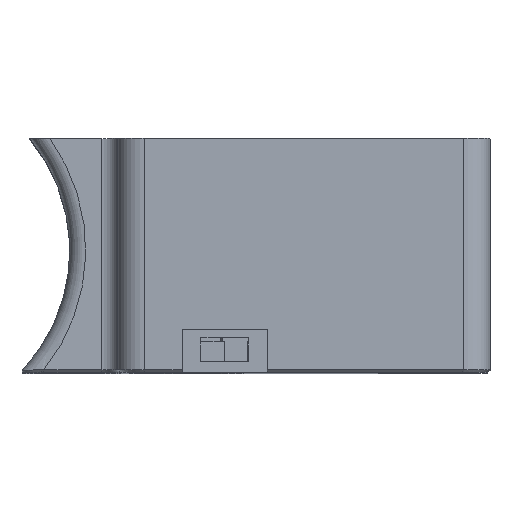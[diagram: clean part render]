
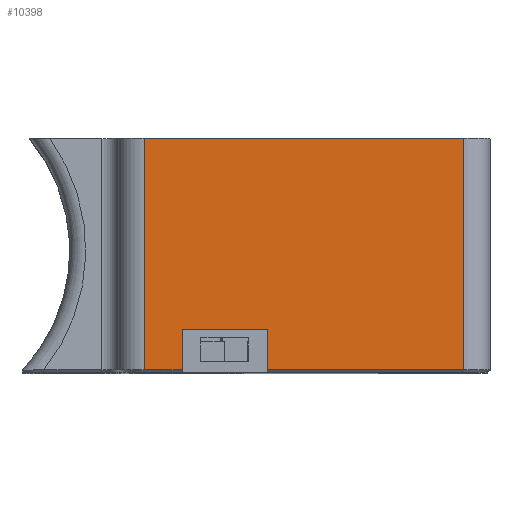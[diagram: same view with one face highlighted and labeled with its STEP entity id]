
A CAD part, top view. The second image highlights one B-rep face of the part: STEP entity #10398.
In plain terms, the highlighted planar face has unit normal (0, 0, 1).
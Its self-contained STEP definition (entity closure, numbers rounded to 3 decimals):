
#533=FACE_OUTER_BOUND('',#1095,.T.);
#1095=EDGE_LOOP('',(#8115,#8116,#8117,#8118,#8119,#8120,#8121,#8122));
#2364=LINE('',#16257,#3611);
#2409=LINE('',#16349,#3656);
#2411=LINE('',#16353,#3658);
#2412=LINE('',#16355,#3659);
#2413=LINE('',#16356,#3660);
#2414=LINE('',#16358,#3661);
#2415=LINE('',#16360,#3662);
#2416=LINE('',#16361,#3663);
#3611=VECTOR('',#13067,10.);
#3656=VECTOR('',#13142,10.);
#3658=VECTOR('',#13146,10.);
#3659=VECTOR('',#13147,10.);
#3660=VECTOR('',#13148,10.);
#3661=VECTOR('',#13149,10.);
#3662=VECTOR('',#13150,10.);
#3663=VECTOR('',#13151,10.);
#4759=VERTEX_POINT('',#16254);
#4760=VERTEX_POINT('',#16256);
#4791=VERTEX_POINT('',#16346);
#4792=VERTEX_POINT('',#16348);
#4793=VERTEX_POINT('',#16352);
#4794=VERTEX_POINT('',#16354);
#4795=VERTEX_POINT('',#16357);
#4796=VERTEX_POINT('',#16359);
#6003=EDGE_CURVE('',#4759,#4760,#2364,.T.);
#6049=EDGE_CURVE('',#4792,#4791,#2409,.T.);
#6051=EDGE_CURVE('',#4760,#4793,#2411,.T.);
#6052=EDGE_CURVE('',#4794,#4759,#2412,.T.);
#6053=EDGE_CURVE('',#4794,#4792,#2413,.T.);
#6054=EDGE_CURVE('',#4791,#4795,#2414,.T.);
#6055=EDGE_CURVE('',#4796,#4795,#2415,.T.);
#6056=EDGE_CURVE('',#4793,#4796,#2416,.T.);
#8115=ORIENTED_EDGE('',*,*,#6051,.F.);
#8116=ORIENTED_EDGE('',*,*,#6003,.F.);
#8117=ORIENTED_EDGE('',*,*,#6052,.F.);
#8118=ORIENTED_EDGE('',*,*,#6053,.T.);
#8119=ORIENTED_EDGE('',*,*,#6049,.T.);
#8120=ORIENTED_EDGE('',*,*,#6054,.T.);
#8121=ORIENTED_EDGE('',*,*,#6055,.F.);
#8122=ORIENTED_EDGE('',*,*,#6056,.F.);
#9913=PLANE('',#11114);
#10398=ADVANCED_FACE('',(#533),#9913,.T.);
#11114=AXIS2_PLACEMENT_3D('',#16351,#13144,#13145);
#13067=DIRECTION('',(0.,1.,0.));
#13142=DIRECTION('',(1.,0.,0.));
#13144=DIRECTION('center_axis',(0.,0.,1.));
#13145=DIRECTION('ref_axis',(-1.,0.,0.));
#13146=DIRECTION('',(1.,0.,0.));
#13147=DIRECTION('',(-1.,0.,0.));
#13148=DIRECTION('',(0.,1.,0.));
#13149=DIRECTION('',(0.,-1.,0.));
#13150=DIRECTION('',(-1.,0.,0.));
#13151=DIRECTION('',(0.,-1.,0.));
#16254=CARTESIAN_POINT('',(5.,-1.5,127.5));
#16256=CARTESIAN_POINT('',(5.,42.,127.5));
#16257=CARTESIAN_POINT('',(5.,0.,127.5));
#16346=CARTESIAN_POINT('',(28.141,6.147,127.5));
#16348=CARTESIAN_POINT('',(12.141,6.147,127.5));
#16349=CARTESIAN_POINT('',(27.32,6.147,127.5));
#16351=CARTESIAN_POINT('Origin',(42.5,0.,127.5));
#16352=CARTESIAN_POINT('',(65.,42.,127.5));
#16353=CARTESIAN_POINT('',(42.5,42.,127.5));
#16354=CARTESIAN_POINT('',(12.141,-1.5,127.5));
#16355=CARTESIAN_POINT('',(38.75,-1.5,127.5));
#16356=CARTESIAN_POINT('',(12.141,-1.027,127.5));
#16357=CARTESIAN_POINT('',(28.141,-1.5,127.5));
#16358=CARTESIAN_POINT('',(28.141,3.073,127.5));
#16359=CARTESIAN_POINT('',(65.,-1.5,127.5));
#16360=CARTESIAN_POINT('',(38.75,-1.5,127.5));
#16361=CARTESIAN_POINT('',(65.,0.,127.5));
